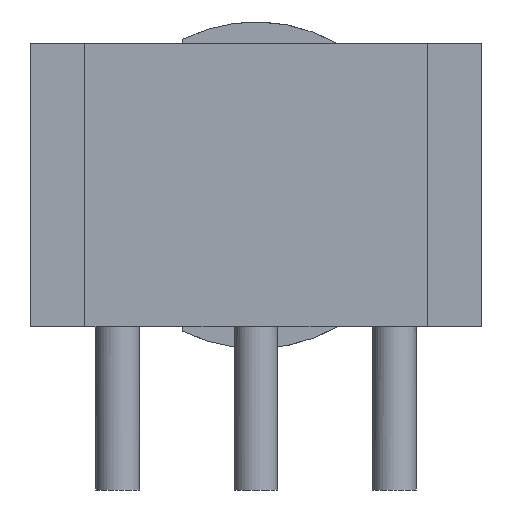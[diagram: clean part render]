
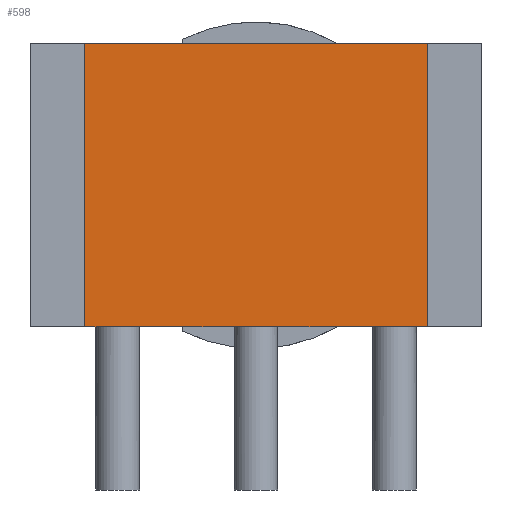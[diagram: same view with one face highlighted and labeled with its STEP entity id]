
A CAD part, front view. The second image highlights one B-rep face of the part: STEP entity #598.
In plain terms, the highlighted planar face has unit normal (0, -1, 0).
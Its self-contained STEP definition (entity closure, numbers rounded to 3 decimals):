
#324 = VERTEX_POINT('',#325);
#325 = CARTESIAN_POINT('',(3.15,-5.1,5.2));
#331 = EDGE_CURVE('',#332,#324,#334,.T.);
#332 = VERTEX_POINT('',#333);
#333 = CARTESIAN_POINT('',(-3.15,-5.1,5.2));
#334 = LINE('',#335,#336);
#335 = CARTESIAN_POINT('',(-3.15,-5.1,5.2));
#336 = VECTOR('',#337,1.);
#337 = DIRECTION('',(1.,0.,0.));
#387 = VERTEX_POINT('',#388);
#388 = CARTESIAN_POINT('',(-3.15,-5.1,0.));
#394 = EDGE_CURVE('',#387,#395,#397,.T.);
#395 = VERTEX_POINT('',#396);
#396 = CARTESIAN_POINT('',(-2.939,-5.1,0.));
#397 = LINE('',#398,#399);
#398 = CARTESIAN_POINT('',(-3.15,-5.1,0.));
#399 = VECTOR('',#400,1.);
#400 = DIRECTION('',(1.,0.,0.));
#412 = VERTEX_POINT('',#413);
#413 = CARTESIAN_POINT('',(-2.141,-5.1,0.));
#420 = EDGE_CURVE('',#412,#421,#423,.T.);
#421 = VERTEX_POINT('',#422);
#422 = CARTESIAN_POINT('',(-0.399,-5.1,0.));
#423 = LINE('',#424,#425);
#424 = CARTESIAN_POINT('',(-3.15,-5.1,0.));
#425 = VECTOR('',#426,1.);
#426 = DIRECTION('',(1.,0.,0.));
#438 = VERTEX_POINT('',#439);
#439 = CARTESIAN_POINT('',(0.399,-5.1,0.));
#446 = EDGE_CURVE('',#438,#447,#449,.T.);
#447 = VERTEX_POINT('',#448);
#448 = CARTESIAN_POINT('',(2.141,-5.1,0.));
#449 = LINE('',#450,#451);
#450 = CARTESIAN_POINT('',(-3.15,-5.1,0.));
#451 = VECTOR('',#452,1.);
#452 = DIRECTION('',(1.,0.,0.));
#464 = VERTEX_POINT('',#465);
#465 = CARTESIAN_POINT('',(2.939,-5.1,0.));
#472 = EDGE_CURVE('',#464,#473,#475,.T.);
#473 = VERTEX_POINT('',#474);
#474 = CARTESIAN_POINT('',(3.15,-5.1,0.));
#475 = LINE('',#476,#477);
#476 = CARTESIAN_POINT('',(-3.15,-5.1,0.));
#477 = VECTOR('',#478,1.);
#478 = DIRECTION('',(1.,0.,0.));
#585 = EDGE_CURVE('',#473,#324,#586,.T.);
#586 = LINE('',#587,#588);
#587 = CARTESIAN_POINT('',(3.15,-5.1,0.));
#588 = VECTOR('',#589,1.);
#589 = DIRECTION('',(0.,0.,1.));
#598 = ADVANCED_FACE('',(#599),#631,.F.);
#599 = FACE_BOUND('',#600,.F.);
#600 = EDGE_LOOP('',(#601,#607,#608,#609,#610,#616,#617,#623,#624,#630)
  );
#601 = ORIENTED_EDGE('',*,*,#602,.T.);
#602 = EDGE_CURVE('',#387,#332,#603,.T.);
#603 = LINE('',#604,#605);
#604 = CARTESIAN_POINT('',(-3.15,-5.1,0.));
#605 = VECTOR('',#606,1.);
#606 = DIRECTION('',(0.,0.,1.));
#607 = ORIENTED_EDGE('',*,*,#331,.T.);
#608 = ORIENTED_EDGE('',*,*,#585,.F.);
#609 = ORIENTED_EDGE('',*,*,#472,.F.);
#610 = ORIENTED_EDGE('',*,*,#611,.F.);
#611 = EDGE_CURVE('',#447,#464,#612,.T.);
#612 = LINE('',#613,#614);
#613 = CARTESIAN_POINT('',(-3.15,-5.1,0.));
#614 = VECTOR('',#615,1.);
#615 = DIRECTION('',(1.,0.,0.));
#616 = ORIENTED_EDGE('',*,*,#446,.F.);
#617 = ORIENTED_EDGE('',*,*,#618,.F.);
#618 = EDGE_CURVE('',#421,#438,#619,.T.);
#619 = LINE('',#620,#621);
#620 = CARTESIAN_POINT('',(-3.15,-5.1,0.));
#621 = VECTOR('',#622,1.);
#622 = DIRECTION('',(1.,0.,0.));
#623 = ORIENTED_EDGE('',*,*,#420,.F.);
#624 = ORIENTED_EDGE('',*,*,#625,.F.);
#625 = EDGE_CURVE('',#395,#412,#626,.T.);
#626 = LINE('',#627,#628);
#627 = CARTESIAN_POINT('',(-3.15,-5.1,0.));
#628 = VECTOR('',#629,1.);
#629 = DIRECTION('',(1.,0.,0.));
#630 = ORIENTED_EDGE('',*,*,#394,.F.);
#631 = PLANE('',#632);
#632 = AXIS2_PLACEMENT_3D('',#633,#634,#635);
#633 = CARTESIAN_POINT('',(-3.15,-5.1,0.));
#634 = DIRECTION('',(0.,1.,0.));
#635 = DIRECTION('',(1.,0.,0.));
